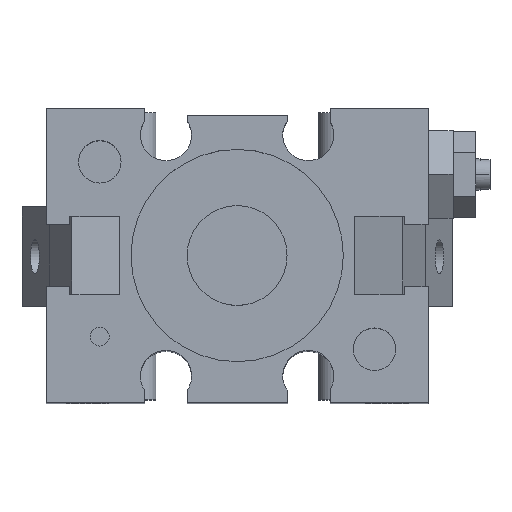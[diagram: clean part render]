
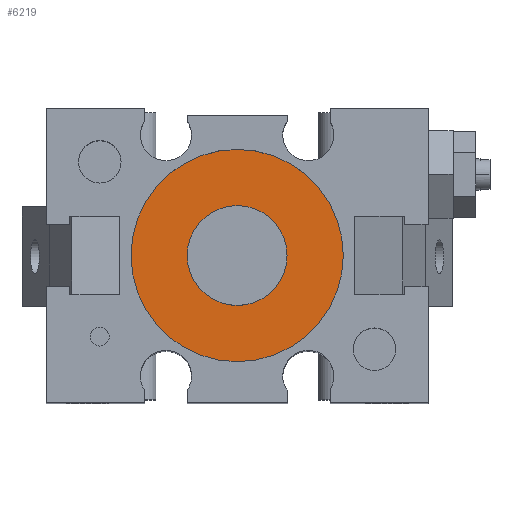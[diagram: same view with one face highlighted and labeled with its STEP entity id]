
A CAD part, top view. The second image highlights one B-rep face of the part: STEP entity #6219.
In plain terms, the highlighted planar face has unit normal (0, 0, 1).
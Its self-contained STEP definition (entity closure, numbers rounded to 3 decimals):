
#85 = EDGE_CURVE ( 'NONE', #4867, #2190, #999, .T. ) ;
#153 = CARTESIAN_POINT ( 'NONE',  ( 8.5, 0., 42.7 ) ) ;
#513 = CARTESIAN_POINT ( 'NONE',  ( -8.5, 0., 42.7 ) ) ;
#516 = CARTESIAN_POINT ( 'NONE',  ( 4., 0., 42.7 ) ) ;
#633 = DIRECTION ( 'NONE',  ( 1., 0., 0. ) ) ;
#858 = VERTEX_POINT ( 'NONE', #153 ) ;
#862 = CARTESIAN_POINT ( 'NONE',  ( 0., 0., 42.7 ) ) ;
#999 = CIRCLE ( 'NONE', #4672, 4. ) ;
#1129 = CARTESIAN_POINT ( 'NONE',  ( 0., 0., 42.7 ) ) ;
#1468 = DIRECTION ( 'NONE',  ( 1., 0., 0. ) ) ;
#2014 = EDGE_CURVE ( 'NONE', #2190, #4867, #2210, .T. ) ;
#2015 = DIRECTION ( 'NONE',  ( 0., 0., 1. ) ) ;
#2060 = EDGE_LOOP ( 'NONE', ( #3710, #5646 ) ) ;
#2190 = VERTEX_POINT ( 'NONE', #5616 ) ;
#2210 = CIRCLE ( 'NONE', #2856, 4. ) ;
#2329 = AXIS2_PLACEMENT_3D ( 'NONE', #862, #3791, #4280 ) ;
#2369 = ORIENTED_EDGE ( 'NONE', *, *, #4868, .T. ) ;
#2376 = PLANE ( 'NONE',  #3858 ) ;
#2387 = EDGE_LOOP ( 'NONE', ( #3650, #2369 ) ) ;
#2561 = AXIS2_PLACEMENT_3D ( 'NONE', #5457, #2015, #1468 ) ;
#2850 = CARTESIAN_POINT ( 'NONE',  ( 0., 0., 42.7 ) ) ;
#2856 = AXIS2_PLACEMENT_3D ( 'NONE', #1129, #4953, #633 ) ;
#3650 = ORIENTED_EDGE ( 'NONE', *, *, #5244, .T. ) ;
#3710 = ORIENTED_EDGE ( 'NONE', *, *, #2014, .F. ) ;
#3770 = DIRECTION ( 'NONE',  ( 0., 0., 1. ) ) ;
#3772 = DIRECTION ( 'NONE',  ( 0., 0., 1. ) ) ;
#3781 = FACE_OUTER_BOUND ( 'NONE', #2387, .T. ) ;
#3791 = DIRECTION ( 'NONE',  ( 0., 0., 1. ) ) ;
#3793 = CARTESIAN_POINT ( 'NONE',  ( 0., 0., 42.7 ) ) ;
#3858 = AXIS2_PLACEMENT_3D ( 'NONE', #3793, #3770, #5783 ) ;
#3989 = VERTEX_POINT ( 'NONE', #513 ) ;
#4234 = FACE_BOUND ( 'NONE', #2060, .T. ) ;
#4280 = DIRECTION ( 'NONE',  ( 1., 0., 0. ) ) ;
#4288 = DIRECTION ( 'NONE',  ( 1., 0., 0. ) ) ;
#4385 = CIRCLE ( 'NONE', #2329, 8.5 ) ;
#4672 = AXIS2_PLACEMENT_3D ( 'NONE', #2850, #3772, #4288 ) ;
#4773 = CIRCLE ( 'NONE', #2561, 8.5 ) ;
#4867 = VERTEX_POINT ( 'NONE', #516 ) ;
#4868 = EDGE_CURVE ( 'NONE', #3989, #858, #4773, .T. ) ;
#4953 = DIRECTION ( 'NONE',  ( 0., 0., 1. ) ) ;
#5244 = EDGE_CURVE ( 'NONE', #858, #3989, #4385, .T. ) ;
#5457 = CARTESIAN_POINT ( 'NONE',  ( 0., 0., 42.7 ) ) ;
#5616 = CARTESIAN_POINT ( 'NONE',  ( -4., 0., 42.7 ) ) ;
#5646 = ORIENTED_EDGE ( 'NONE', *, *, #85, .F. ) ;
#5783 = DIRECTION ( 'NONE',  ( 1., 0., 0. ) ) ;
#6219 = ADVANCED_FACE ( 'NONE', ( #4234, #3781 ), #2376, .T. ) ;
